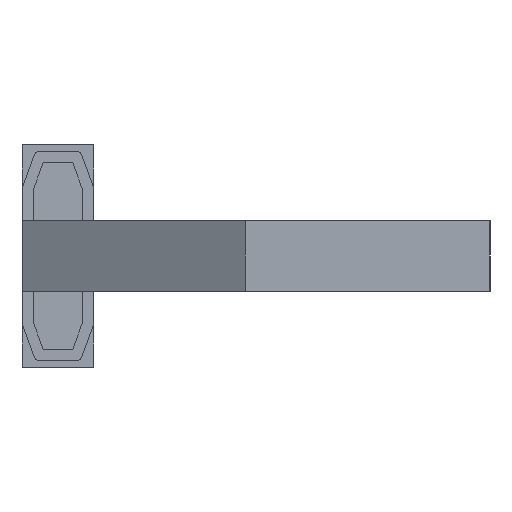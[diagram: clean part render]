
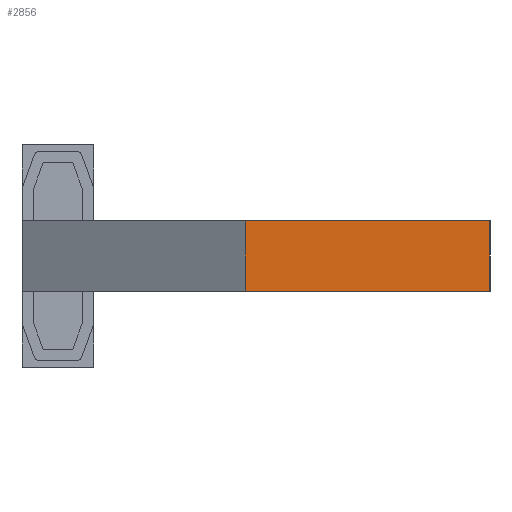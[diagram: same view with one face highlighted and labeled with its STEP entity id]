
A CAD part, left-side view. The second image highlights one B-rep face of the part: STEP entity #2856.
In plain terms, the highlighted planar face has unit normal (-1, 0, 0).
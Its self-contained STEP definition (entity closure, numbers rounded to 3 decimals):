
#231 = EDGE_CURVE ( 'NONE', #5548, #7676, #2141, .T. ) ;
#537 = ORIENTED_EDGE ( 'NONE', *, *, #1012, .T. ) ;
#582 = AXIS2_PLACEMENT_3D ( 'NONE', #8287, #4453, #2452 ) ;
#898 = VERTEX_POINT ( 'NONE', #4522 ) ;
#992 = DIRECTION ( 'NONE',  ( 0., 1., 0. ) ) ;
#1012 = EDGE_CURVE ( 'NONE', #7021, #898, #6614, .T. ) ;
#1323 = PLANE ( 'NONE',  #582 ) ;
#1499 = CARTESIAN_POINT ( 'NONE',  ( -732.5, -388.096, 31.5 ) ) ;
#2103 = CARTESIAN_POINT ( 'NONE',  ( -732.5, -388.096, -31.5 ) ) ;
#2124 = DIRECTION ( 'NONE',  ( 0., 0., -1. ) ) ;
#2141 = LINE ( 'NONE', #1499, #7583 ) ;
#2212 = EDGE_LOOP ( 'NONE', ( #6740, #4485, #3990, #537 ) ) ;
#2222 = VECTOR ( 'NONE', #992, 1000. ) ;
#2309 = LINE ( 'NONE', #7426, #4699 ) ;
#2452 = DIRECTION ( 'NONE',  ( 0., 0., 1. ) ) ;
#2688 = CARTESIAN_POINT ( 'NONE',  ( -732.5, -168.096, 31.5 ) ) ;
#2856 = ADVANCED_FACE ( 'NONE', ( #3289 ), #1323, .F. ) ;
#3057 = EDGE_CURVE ( 'NONE', #7676, #898, #2309, .T. ) ;
#3289 = FACE_OUTER_BOUND ( 'NONE', #2212, .T. ) ;
#3663 = CARTESIAN_POINT ( 'NONE',  ( -732.5, -168.096, 31.5 ) ) ;
#3753 = EDGE_CURVE ( 'NONE', #5548, #7021, #6161, .T. ) ;
#3990 = ORIENTED_EDGE ( 'NONE', *, *, #3753, .T. ) ;
#4453 = DIRECTION ( 'NONE',  ( 1., 0., 0. ) ) ;
#4485 = ORIENTED_EDGE ( 'NONE', *, *, #231, .F. ) ;
#4522 = CARTESIAN_POINT ( 'NONE',  ( -732.5, -168.096, -31.5 ) ) ;
#4699 = VECTOR ( 'NONE', #6957, 1000. ) ;
#5548 = VERTEX_POINT ( 'NONE', #8041 ) ;
#6161 = LINE ( 'NONE', #6336, #2222 ) ;
#6256 = VECTOR ( 'NONE', #2124, 1000. ) ;
#6336 = CARTESIAN_POINT ( 'NONE',  ( -732.5, -168.096, 31.5 ) ) ;
#6614 = LINE ( 'NONE', #2688, #6256 ) ;
#6740 = ORIENTED_EDGE ( 'NONE', *, *, #3057, .F. ) ;
#6753 = DIRECTION ( 'NONE',  ( 0., 0., -1. ) ) ;
#6957 = DIRECTION ( 'NONE',  ( 0., 1., 0. ) ) ;
#7021 = VERTEX_POINT ( 'NONE', #3663 ) ;
#7426 = CARTESIAN_POINT ( 'NONE',  ( -732.5, -168.096, -31.5 ) ) ;
#7583 = VECTOR ( 'NONE', #6753, 1000. ) ;
#7676 = VERTEX_POINT ( 'NONE', #2103 ) ;
#8041 = CARTESIAN_POINT ( 'NONE',  ( -732.5, -388.096, 31.5 ) ) ;
#8287 = CARTESIAN_POINT ( 'NONE',  ( -732.5, -168.096, 31.5 ) ) ;
